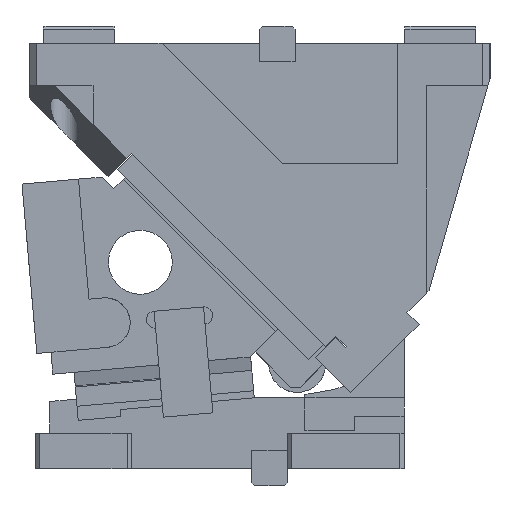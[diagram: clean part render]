
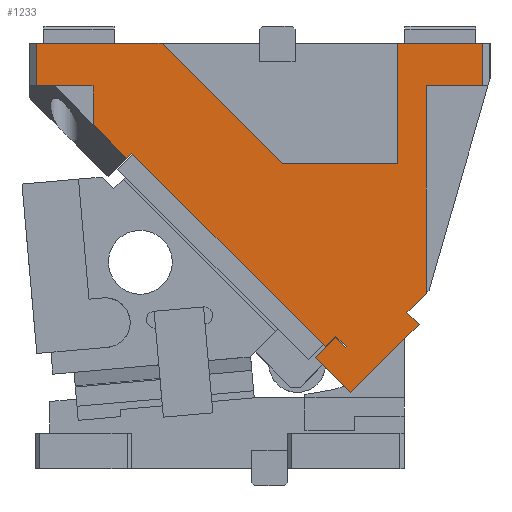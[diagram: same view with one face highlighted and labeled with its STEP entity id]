
A CAD part, left-side view. The second image highlights one B-rep face of the part: STEP entity #1233.
In plain terms, the highlighted planar face has unit normal (-1, 0, 0).
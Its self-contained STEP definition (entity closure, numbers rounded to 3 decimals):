
#436=CARTESIAN_POINT('Vertex',(-82.5,102.793,-77.529)) ;
#439=CARTESIAN_POINT('Line Origine',(-82.5,104.561,-79.296)) ;
#443=CARTESIAN_POINT('Vertex',(-82.5,106.328,-81.064)) ;
#603=CARTESIAN_POINT('Vertex',(-82.5,130.,-30.)) ;
#608=CARTESIAN_POINT('Line Origine',(-82.5,150.,-30.)) ;
#612=CARTESIAN_POINT('Vertex',(-82.5,170.,-30.)) ;
#714=CARTESIAN_POINT('Line Origine',(-82.5,118.164,-69.228)) ;
#718=CARTESIAN_POINT('Vertex',(-82.5,130.,-57.392)) ;
#1023=CARTESIAN_POINT('Line Origine',(-82.5,102.369,-77.953)) ;
#1027=CARTESIAN_POINT('Vertex',(-82.5,101.944,-78.377)) ;
#1042=CARTESIAN_POINT('Axis2P3D Location',(-82.5,8.871,-62.301)) ;
#1047=CARTESIAN_POINT('Line Origine',(-82.5,-115.,0.)) ;
#1051=CARTESIAN_POINT('Vertex',(-82.5,-85.,0.)) ;
#1053=CARTESIAN_POINT('Vertex',(-82.5,-145.,0.)) ;
#1056=CARTESIAN_POINT('Line Origine',(-82.5,-85.,-42.5)) ;
#1060=CARTESIAN_POINT('Vertex',(-82.5,-85.,-85.)) ;
#1063=CARTESIAN_POINT('Line Origine',(-82.5,-44.337,-85.)) ;
#1067=CARTESIAN_POINT('Vertex',(-82.5,-3.674,-85.)) ;
#1070=CARTESIAN_POINT('Line Origine',(-82.5,38.826,-42.5)) ;
#1074=CARTESIAN_POINT('Vertex',(-82.5,81.326,0.)) ;
#1077=CARTESIAN_POINT('Line Origine',(-82.5,125.663,0.)) ;
#1081=CARTESIAN_POINT('Vertex',(-82.5,170.,0.)) ;
#1084=CARTESIAN_POINT('Line Origine',(-82.5,170.,-15.)) ;
#1089=CARTESIAN_POINT('Line Origine',(-82.5,130.,-43.696)) ;
#1094=CARTESIAN_POINT('Line Origine',(-82.5,101.237,-79.084)) ;
#1098=CARTESIAN_POINT('Vertex',(-82.5,100.53,-79.791)) ;
#1101=CARTESIAN_POINT('Line Origine',(-82.5,34.769,-145.552)) ;
#1105=CARTESIAN_POINT('Vertex',(-82.5,-30.992,-211.313)) ;
#1108=CARTESIAN_POINT('Line Origine',(-82.5,-31.699,-212.02)) ;
#1112=CARTESIAN_POINT('Vertex',(-82.5,-32.406,-212.727)) ;
#1115=CARTESIAN_POINT('Line Origine',(-82.5,-33.113,-213.435)) ;
#1119=CARTESIAN_POINT('Vertex',(-82.5,-33.82,-214.142)) ;
#1122=CARTESIAN_POINT('Line Origine',(-82.5,-37.533,-210.429)) ;
#1126=CARTESIAN_POINT('Vertex',(-82.5,-41.245,-206.717)) ;
#1129=CARTESIAN_POINT('Line Origine',(-82.5,-44.957,-210.429)) ;
#1133=CARTESIAN_POINT('Vertex',(-82.5,-48.669,-214.142)) ;
#1136=CARTESIAN_POINT('Line Origine',(-82.5,-48.493,-214.318)) ;
#1140=CARTESIAN_POINT('Vertex',(-82.5,-48.316,-214.495)) ;
#1143=CARTESIAN_POINT('Line Origine',(-82.5,-44.78,-210.96)) ;
#1147=CARTESIAN_POINT('Vertex',(-82.5,-41.245,-207.424)) ;
#1150=CARTESIAN_POINT('Line Origine',(-82.5,-34.174,-214.495)) ;
#1154=CARTESIAN_POINT('Vertex',(-82.5,-27.103,-221.566)) ;
#1157=CARTESIAN_POINT('Line Origine',(-82.5,-39.477,-233.941)) ;
#1161=CARTESIAN_POINT('Vertex',(-82.5,-51.851,-246.315)) ;
#1164=CARTESIAN_POINT('Line Origine',(-82.5,-75.893,-222.273)) ;
#1168=CARTESIAN_POINT('Vertex',(-82.5,-99.935,-198.232)) ;
#1171=CARTESIAN_POINT('Line Origine',(-82.5,-95.692,-193.989)) ;
#1175=CARTESIAN_POINT('Vertex',(-82.5,-91.449,-189.746)) ;
#1178=CARTESIAN_POINT('Line Origine',(-82.5,-98.225,-182.971)) ;
#1182=CARTESIAN_POINT('Vertex',(-82.5,-105.,-176.196)) ;
#1185=CARTESIAN_POINT('Line Origine',(-82.5,-105.,-103.098)) ;
#1189=CARTESIAN_POINT('Vertex',(-82.5,-105.,-30.)) ;
#1192=CARTESIAN_POINT('Line Origine',(-82.5,-125.,-30.)) ;
#1196=CARTESIAN_POINT('Vertex',(-82.5,-145.,-30.)) ;
#1199=CARTESIAN_POINT('Line Origine',(-82.5,-145.,-15.)) ;
#440=DIRECTION('Vector Direction',(0.,0.707,-0.707)) ;
#609=DIRECTION('Vector Direction',(0.,1.,0.)) ;
#715=DIRECTION('Vector Direction',(0.,-0.707,-0.707)) ;
#1024=DIRECTION('Vector Direction',(0.,0.707,0.707)) ;
#1043=DIRECTION('Axis2P3D Direction',(1.,0.,0.)) ;
#1044=DIRECTION('Axis2P3D XDirection',(0.,1.,0.)) ;
#1048=DIRECTION('Vector Direction',(0.,-1.,0.)) ;
#1057=DIRECTION('Vector Direction',(0.,0.,-1.)) ;
#1064=DIRECTION('Vector Direction',(0.,1.,0.)) ;
#1071=DIRECTION('Vector Direction',(0.,0.707,0.707)) ;
#1078=DIRECTION('Vector Direction',(0.,-1.,0.)) ;
#1085=DIRECTION('Vector Direction',(0.,0.,1.)) ;
#1090=DIRECTION('Vector Direction',(0.,0.,-1.)) ;
#1095=DIRECTION('Vector Direction',(0.,0.707,0.707)) ;
#1102=DIRECTION('Vector Direction',(0.,0.707,0.707)) ;
#1109=DIRECTION('Vector Direction',(0.,0.707,0.707)) ;
#1116=DIRECTION('Vector Direction',(0.,0.707,0.707)) ;
#1123=DIRECTION('Vector Direction',(0.,-0.707,0.707)) ;
#1130=DIRECTION('Vector Direction',(0.,-0.707,-0.707)) ;
#1137=DIRECTION('Vector Direction',(0.,0.707,-0.707)) ;
#1144=DIRECTION('Vector Direction',(0.,-0.707,-0.707)) ;
#1151=DIRECTION('Vector Direction',(0.,-0.707,0.707)) ;
#1158=DIRECTION('Vector Direction',(0.,-0.707,-0.707)) ;
#1165=DIRECTION('Vector Direction',(0.,0.707,-0.707)) ;
#1172=DIRECTION('Vector Direction',(0.,-0.707,-0.707)) ;
#1179=DIRECTION('Vector Direction',(0.,0.707,-0.707)) ;
#1186=DIRECTION('Vector Direction',(0.,0.,1.)) ;
#1193=DIRECTION('Vector Direction',(0.,1.,0.)) ;
#1200=DIRECTION('Vector Direction',(0.,0.,-1.)) ;
#1045=AXIS2_PLACEMENT_3D('Plane Axis2P3D',#1042,#1043,#1044) ;
#1205=ORIENTED_EDGE('',*,*,#1055,.F.) ;
#1206=ORIENTED_EDGE('',*,*,#1062,.T.) ;
#1207=ORIENTED_EDGE('',*,*,#1069,.T.) ;
#1208=ORIENTED_EDGE('',*,*,#1076,.T.) ;
#1209=ORIENTED_EDGE('',*,*,#1083,.F.) ;
#1210=ORIENTED_EDGE('',*,*,#1088,.F.) ;
#1211=ORIENTED_EDGE('',*,*,#614,.F.) ;
#1212=ORIENTED_EDGE('',*,*,#1093,.T.) ;
#1213=ORIENTED_EDGE('',*,*,#720,.T.) ;
#1214=ORIENTED_EDGE('',*,*,#445,.F.) ;
#1215=ORIENTED_EDGE('',*,*,#1029,.F.) ;
#1216=ORIENTED_EDGE('',*,*,#1100,.F.) ;
#1217=ORIENTED_EDGE('',*,*,#1107,.F.) ;
#1218=ORIENTED_EDGE('',*,*,#1114,.F.) ;
#1219=ORIENTED_EDGE('',*,*,#1121,.F.) ;
#1220=ORIENTED_EDGE('',*,*,#1128,.T.) ;
#1221=ORIENTED_EDGE('',*,*,#1135,.T.) ;
#1222=ORIENTED_EDGE('',*,*,#1142,.T.) ;
#1223=ORIENTED_EDGE('',*,*,#1149,.F.) ;
#1224=ORIENTED_EDGE('',*,*,#1156,.F.) ;
#1225=ORIENTED_EDGE('',*,*,#1163,.T.) ;
#1226=ORIENTED_EDGE('',*,*,#1170,.F.) ;
#1227=ORIENTED_EDGE('',*,*,#1177,.F.) ;
#1228=ORIENTED_EDGE('',*,*,#1184,.F.) ;
#1229=ORIENTED_EDGE('',*,*,#1191,.T.) ;
#1230=ORIENTED_EDGE('',*,*,#1198,.F.) ;
#1231=ORIENTED_EDGE('',*,*,#1203,.F.) ;
#441=VECTOR('Line Direction',#440,1.) ;
#610=VECTOR('Line Direction',#609,1.) ;
#716=VECTOR('Line Direction',#715,1.) ;
#1025=VECTOR('Line Direction',#1024,1.) ;
#1049=VECTOR('Line Direction',#1048,1.) ;
#1058=VECTOR('Line Direction',#1057,1.) ;
#1065=VECTOR('Line Direction',#1064,1.) ;
#1072=VECTOR('Line Direction',#1071,1.) ;
#1079=VECTOR('Line Direction',#1078,1.) ;
#1086=VECTOR('Line Direction',#1085,1.) ;
#1091=VECTOR('Line Direction',#1090,1.) ;
#1096=VECTOR('Line Direction',#1095,1.) ;
#1103=VECTOR('Line Direction',#1102,1.) ;
#1110=VECTOR('Line Direction',#1109,1.) ;
#1117=VECTOR('Line Direction',#1116,1.) ;
#1124=VECTOR('Line Direction',#1123,1.) ;
#1131=VECTOR('Line Direction',#1130,1.) ;
#1138=VECTOR('Line Direction',#1137,1.) ;
#1145=VECTOR('Line Direction',#1144,1.) ;
#1152=VECTOR('Line Direction',#1151,1.) ;
#1159=VECTOR('Line Direction',#1158,1.) ;
#1166=VECTOR('Line Direction',#1165,1.) ;
#1173=VECTOR('Line Direction',#1172,1.) ;
#1180=VECTOR('Line Direction',#1179,1.) ;
#1187=VECTOR('Line Direction',#1186,1.) ;
#1194=VECTOR('Line Direction',#1193,1.) ;
#1201=VECTOR('Line Direction',#1200,1.) ;
#1233=ADVANCED_FACE('CAM HOLDER',(#1232),#1046,.F.) ;
#445=EDGE_CURVE('',#437,#444,#442,.T.) ;
#614=EDGE_CURVE('',#604,#613,#611,.T.) ;
#720=EDGE_CURVE('',#719,#444,#717,.T.) ;
#1029=EDGE_CURVE('',#1028,#437,#1026,.T.) ;
#1055=EDGE_CURVE('',#1052,#1054,#1050,.T.) ;
#1062=EDGE_CURVE('',#1052,#1061,#1059,.T.) ;
#1069=EDGE_CURVE('',#1061,#1068,#1066,.T.) ;
#1076=EDGE_CURVE('',#1068,#1075,#1073,.T.) ;
#1083=EDGE_CURVE('',#1082,#1075,#1080,.T.) ;
#1088=EDGE_CURVE('',#613,#1082,#1087,.T.) ;
#1093=EDGE_CURVE('',#604,#719,#1092,.T.) ;
#1100=EDGE_CURVE('',#1099,#1028,#1097,.T.) ;
#1107=EDGE_CURVE('',#1106,#1099,#1104,.T.) ;
#1114=EDGE_CURVE('',#1113,#1106,#1111,.T.) ;
#1121=EDGE_CURVE('',#1120,#1113,#1118,.T.) ;
#1128=EDGE_CURVE('',#1120,#1127,#1125,.T.) ;
#1135=EDGE_CURVE('',#1127,#1134,#1132,.T.) ;
#1142=EDGE_CURVE('',#1134,#1141,#1139,.T.) ;
#1149=EDGE_CURVE('',#1148,#1141,#1146,.T.) ;
#1156=EDGE_CURVE('',#1155,#1148,#1153,.T.) ;
#1163=EDGE_CURVE('',#1155,#1162,#1160,.T.) ;
#1170=EDGE_CURVE('',#1169,#1162,#1167,.T.) ;
#1177=EDGE_CURVE('',#1176,#1169,#1174,.T.) ;
#1184=EDGE_CURVE('',#1183,#1176,#1181,.T.) ;
#1191=EDGE_CURVE('',#1183,#1190,#1188,.T.) ;
#1198=EDGE_CURVE('',#1197,#1190,#1195,.T.) ;
#1203=EDGE_CURVE('',#1054,#1197,#1202,.T.) ;
#1204=EDGE_LOOP('',(#1205,#1206,#1207,#1208,#1209,#1210,#1211,#1212,#1213,#1214,#1215,#1216,#1217,#1218,#1219,#1220,#1221,#1222,#1223,#1224,#1225,#1226,#1227,#1228,#1229,#1230,#1231)) ;
#1232=FACE_OUTER_BOUND('',#1204,.T.) ;
#442=LINE('Line',#439,#441) ;
#611=LINE('Line',#608,#610) ;
#717=LINE('Line',#714,#716) ;
#1026=LINE('Line',#1023,#1025) ;
#1050=LINE('Line',#1047,#1049) ;
#1059=LINE('Line',#1056,#1058) ;
#1066=LINE('Line',#1063,#1065) ;
#1073=LINE('Line',#1070,#1072) ;
#1080=LINE('Line',#1077,#1079) ;
#1087=LINE('Line',#1084,#1086) ;
#1092=LINE('Line',#1089,#1091) ;
#1097=LINE('Line',#1094,#1096) ;
#1104=LINE('Line',#1101,#1103) ;
#1111=LINE('Line',#1108,#1110) ;
#1118=LINE('Line',#1115,#1117) ;
#1125=LINE('Line',#1122,#1124) ;
#1132=LINE('Line',#1129,#1131) ;
#1139=LINE('Line',#1136,#1138) ;
#1146=LINE('Line',#1143,#1145) ;
#1153=LINE('Line',#1150,#1152) ;
#1160=LINE('Line',#1157,#1159) ;
#1167=LINE('Line',#1164,#1166) ;
#1174=LINE('Line',#1171,#1173) ;
#1181=LINE('Line',#1178,#1180) ;
#1188=LINE('Line',#1185,#1187) ;
#1195=LINE('Line',#1192,#1194) ;
#1202=LINE('Line',#1199,#1201) ;
#1046=PLANE('Plane',#1045) ;
#437=VERTEX_POINT('',#436) ;
#444=VERTEX_POINT('',#443) ;
#604=VERTEX_POINT('',#603) ;
#613=VERTEX_POINT('',#612) ;
#719=VERTEX_POINT('',#718) ;
#1028=VERTEX_POINT('',#1027) ;
#1052=VERTEX_POINT('',#1051) ;
#1054=VERTEX_POINT('',#1053) ;
#1061=VERTEX_POINT('',#1060) ;
#1068=VERTEX_POINT('',#1067) ;
#1075=VERTEX_POINT('',#1074) ;
#1082=VERTEX_POINT('',#1081) ;
#1099=VERTEX_POINT('',#1098) ;
#1106=VERTEX_POINT('',#1105) ;
#1113=VERTEX_POINT('',#1112) ;
#1120=VERTEX_POINT('',#1119) ;
#1127=VERTEX_POINT('',#1126) ;
#1134=VERTEX_POINT('',#1133) ;
#1141=VERTEX_POINT('',#1140) ;
#1148=VERTEX_POINT('',#1147) ;
#1155=VERTEX_POINT('',#1154) ;
#1162=VERTEX_POINT('',#1161) ;
#1169=VERTEX_POINT('',#1168) ;
#1176=VERTEX_POINT('',#1175) ;
#1183=VERTEX_POINT('',#1182) ;
#1190=VERTEX_POINT('',#1189) ;
#1197=VERTEX_POINT('',#1196) ;
